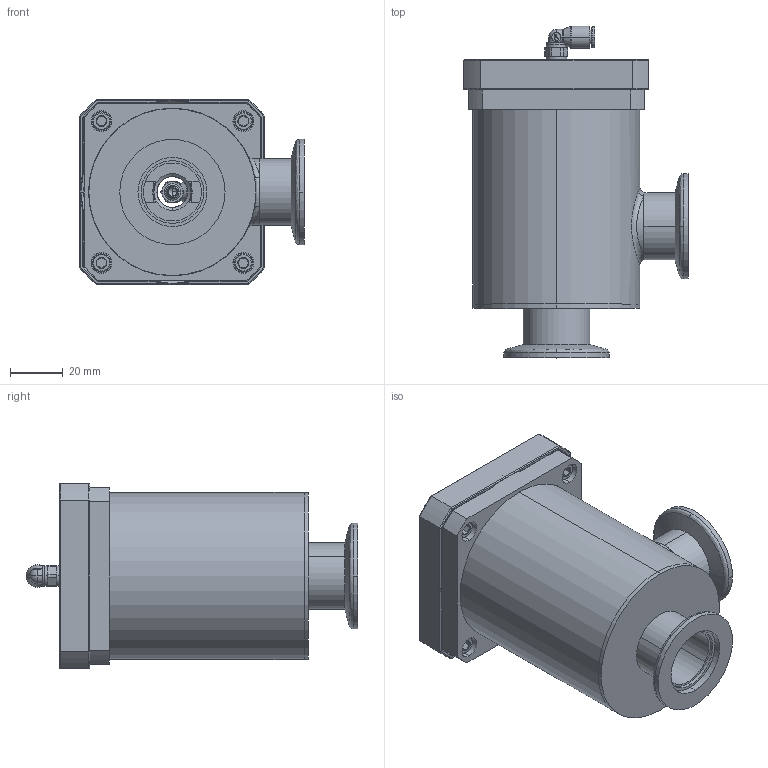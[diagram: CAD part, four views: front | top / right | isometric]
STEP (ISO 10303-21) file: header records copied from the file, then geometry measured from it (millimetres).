
FILE_DESCRIPTION (( 'STEP AP214' ), '1' );
FILE_NAME ('NAP-S03100.STEP', '2023-06-12T17:03:47', ( '' ), ( '' ), 'SwSTEP 2.0', 'SolidWorks 2020', '' );
FILE_SCHEMA (( 'AUTOMOTIVE_DESIGN' ));
Length unit declared in the file: inch
Products named in the file (1): NAP-S03100
Bounding box: 85.19 x 126.1 x 70.31 mm (x, y, z)
Volume: 101801.6 mm3; surface area: 97049.4 mm2
Topology: 24 solids, 24 shells, 1838 faces, 4962 edges, 3222 vertices
Faces by surface type: plane 622, cylinder 544, cone 488, bspline 129, torus 52, sphere 3
Entity records: 95559 total; most frequent: CARTESIAN_POINT 27393, ORIENTED_EDGE 9920, DIRECTION 8577, EDGE_CURVE 4960, AXIS2_PLACEMENT_3D 3262, VERTEX_POINT 3222, LINE 2053, VECTOR 2053
